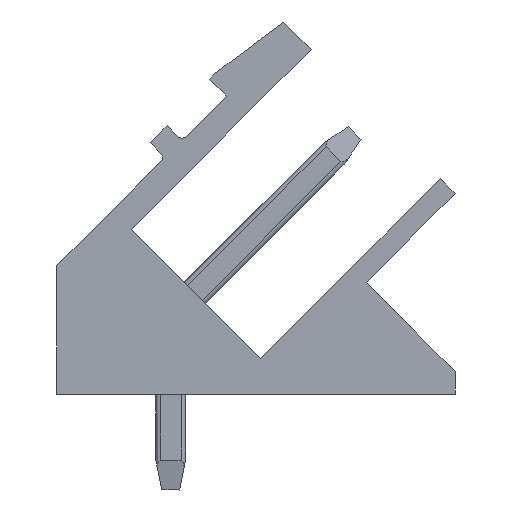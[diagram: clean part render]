
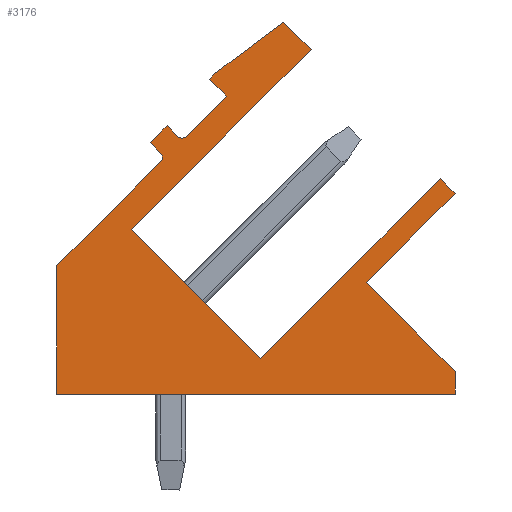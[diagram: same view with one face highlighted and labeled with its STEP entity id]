
A CAD part, left-side view. The second image highlights one B-rep face of the part: STEP entity #3176.
In plain terms, the highlighted planar face has unit normal (-1, 0, 0).
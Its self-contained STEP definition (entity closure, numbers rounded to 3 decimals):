
#1563=AXIS2_PLACEMENT_3D('Circle Axis2P3D',#1561,#1562,$) ;
#1687=AXIS2_PLACEMENT_3D('Circle Axis2P3D',#1685,#1686,$) ;
#3152=AXIS2_PLACEMENT_3D('Plane Axis2P3D',#3149,#3150,#3151) ;
#49=CARTESIAN_POINT('Vertex',(0.,6.505,4.385)) ;
#52=CARTESIAN_POINT('Line Origine',(0.,3.5,7.39)) ;
#56=CARTESIAN_POINT('Vertex',(0.,0.495,10.395)) ;
#87=CARTESIAN_POINT('Vertex',(0.,10.819,8.698)) ;
#90=CARTESIAN_POINT('Line Origine',(0.,8.662,6.541)) ;
#1372=CARTESIAN_POINT('Vertex',(0.,4.808,14.708)) ;
#1375=CARTESIAN_POINT('Line Origine',(0.,7.814,11.703)) ;
#1403=CARTESIAN_POINT('Vertex',(0.,5.728,15.628)) ;
#1406=CARTESIAN_POINT('Line Origine',(0.,5.268,15.168)) ;
#1434=CARTESIAN_POINT('Vertex',(0.,7.99,13.931)) ;
#1437=CARTESIAN_POINT('Line Origine',(0.,6.859,14.779)) ;
#1465=CARTESIAN_POINT('Vertex',(0.,8.202,13.718)) ;
#1468=CARTESIAN_POINT('Line Origine',(0.,8.096,13.824)) ;
#1496=CARTESIAN_POINT('Vertex',(0.,7.637,13.153)) ;
#1499=CARTESIAN_POINT('Line Origine',(0.,7.92,13.436)) ;
#1527=CARTESIAN_POINT('Vertex',(0.,8.98,11.809)) ;
#1530=CARTESIAN_POINT('Line Origine',(0.,8.309,12.481)) ;
#1558=CARTESIAN_POINT('Vertex',(0.,9.263,11.809)) ;
#1561=CARTESIAN_POINT('Axis2P3D Location',(0.,9.122,11.951)) ;
#1589=CARTESIAN_POINT('Vertex',(0.,9.617,12.163)) ;
#1592=CARTESIAN_POINT('Line Origine',(0.,9.44,11.986)) ;
#1620=CARTESIAN_POINT('Vertex',(0.,10.182,11.597)) ;
#1623=CARTESIAN_POINT('Line Origine',(0.,9.899,11.88)) ;
#1651=CARTESIAN_POINT('Vertex',(0.,9.829,11.244)) ;
#1654=CARTESIAN_POINT('Line Origine',(0.,10.006,11.42)) ;
#1682=CARTESIAN_POINT('Vertex',(0.,9.829,10.961)) ;
#1685=CARTESIAN_POINT('Axis2P3D Location',(0.,9.97,11.102)) ;
#1708=CARTESIAN_POINT('Vertex',(0.,13.3,7.489)) ;
#1711=CARTESIAN_POINT('Line Origine',(0.,11.564,9.225)) ;
#1739=CARTESIAN_POINT('Vertex',(0.,13.3,3.2)) ;
#1742=CARTESIAN_POINT('Line Origine',(0.,13.3,5.345)) ;
#1770=CARTESIAN_POINT('Vertex',(0.,0.,3.2)) ;
#1773=CARTESIAN_POINT('Line Origine',(0.,6.65,3.2)) ;
#3055=CARTESIAN_POINT('Vertex',(0.,0.,3.96)) ;
#3058=CARTESIAN_POINT('Line Origine',(0.,0.,3.58)) ;
#3086=CARTESIAN_POINT('Vertex',(0.,2.97,6.93)) ;
#3089=CARTESIAN_POINT('Line Origine',(0.,1.485,5.445)) ;
#3117=CARTESIAN_POINT('Vertex',(0.,0.,9.9)) ;
#3120=CARTESIAN_POINT('Line Origine',(0.,1.485,8.415)) ;
#3137=CARTESIAN_POINT('Line Origine',(0.,0.247,10.147)) ;
#3149=CARTESIAN_POINT('Axis2P3D Location',(0.,0.,0.)) ;
#53=DIRECTION('Vector Direction',(0.,0.707,-0.707)) ;
#91=DIRECTION('Vector Direction',(0.,-0.707,-0.707)) ;
#1376=DIRECTION('Vector Direction',(0.,-0.707,0.707)) ;
#1407=DIRECTION('Vector Direction',(0.,-0.707,-0.707)) ;
#1438=DIRECTION('Vector Direction',(0.,-0.8,0.6)) ;
#1469=DIRECTION('Vector Direction',(0.,-0.707,0.707)) ;
#1500=DIRECTION('Vector Direction',(0.,0.707,0.707)) ;
#1531=DIRECTION('Vector Direction',(0.,-0.707,0.707)) ;
#1562=DIRECTION('Axis2P3D Direction',(-1.,0.,0.)) ;
#1593=DIRECTION('Vector Direction',(0.,-0.707,-0.707)) ;
#1624=DIRECTION('Vector Direction',(0.,-0.707,0.707)) ;
#1655=DIRECTION('Vector Direction',(0.,0.707,0.707)) ;
#1686=DIRECTION('Axis2P3D Direction',(-1.,0.,0.)) ;
#1712=DIRECTION('Vector Direction',(0.,-0.707,0.707)) ;
#1743=DIRECTION('Vector Direction',(0.,0.,1.)) ;
#1774=DIRECTION('Vector Direction',(0.,1.,0.)) ;
#3059=DIRECTION('Vector Direction',(0.,0.,-1.)) ;
#3090=DIRECTION('Vector Direction',(0.,-0.707,-0.707)) ;
#3121=DIRECTION('Vector Direction',(0.,0.707,-0.707)) ;
#3138=DIRECTION('Vector Direction',(0.,-0.707,-0.707)) ;
#3150=DIRECTION('Axis2P3D Direction',(-1.,0.,0.)) ;
#3151=DIRECTION('Axis2P3D XDirection',(0.,0.,1.)) ;
#54=VECTOR('Line Direction',#53,1.) ;
#92=VECTOR('Line Direction',#91,1.) ;
#1377=VECTOR('Line Direction',#1376,1.) ;
#1408=VECTOR('Line Direction',#1407,1.) ;
#1439=VECTOR('Line Direction',#1438,1.) ;
#1470=VECTOR('Line Direction',#1469,1.) ;
#1501=VECTOR('Line Direction',#1500,1.) ;
#1532=VECTOR('Line Direction',#1531,1.) ;
#1594=VECTOR('Line Direction',#1593,1.) ;
#1625=VECTOR('Line Direction',#1624,1.) ;
#1656=VECTOR('Line Direction',#1655,1.) ;
#1713=VECTOR('Line Direction',#1712,1.) ;
#1744=VECTOR('Line Direction',#1743,1.) ;
#1775=VECTOR('Line Direction',#1774,1.) ;
#3060=VECTOR('Line Direction',#3059,1.) ;
#3091=VECTOR('Line Direction',#3090,1.) ;
#3122=VECTOR('Line Direction',#3121,1.) ;
#3139=VECTOR('Line Direction',#3138,1.) ;
#3155=ORIENTED_EDGE('',*,*,#58,.T.) ;
#3156=ORIENTED_EDGE('',*,*,#94,.T.) ;
#3157=ORIENTED_EDGE('',*,*,#1379,.T.) ;
#3158=ORIENTED_EDGE('',*,*,#1410,.T.) ;
#3159=ORIENTED_EDGE('',*,*,#1441,.T.) ;
#3160=ORIENTED_EDGE('',*,*,#1472,.T.) ;
#3161=ORIENTED_EDGE('',*,*,#1503,.T.) ;
#3162=ORIENTED_EDGE('',*,*,#1534,.T.) ;
#3163=ORIENTED_EDGE('',*,*,#1565,.T.) ;
#3164=ORIENTED_EDGE('',*,*,#1596,.T.) ;
#3165=ORIENTED_EDGE('',*,*,#1627,.T.) ;
#3166=ORIENTED_EDGE('',*,*,#1658,.T.) ;
#3167=ORIENTED_EDGE('',*,*,#1689,.T.) ;
#3168=ORIENTED_EDGE('',*,*,#1715,.T.) ;
#3169=ORIENTED_EDGE('',*,*,#1746,.T.) ;
#3170=ORIENTED_EDGE('',*,*,#1777,.T.) ;
#3171=ORIENTED_EDGE('',*,*,#3062,.T.) ;
#3172=ORIENTED_EDGE('',*,*,#3093,.T.) ;
#3173=ORIENTED_EDGE('',*,*,#3124,.T.) ;
#3174=ORIENTED_EDGE('',*,*,#3141,.T.) ;
#3176=ADVANCED_FACE('Housing',(#3175),#3153,.T.) ;
#1564=CIRCLE('generated circle',#1563,0.2) ;
#1688=CIRCLE('generated circle',#1687,0.2) ;
#58=EDGE_CURVE('',#57,#50,#55,.T.) ;
#94=EDGE_CURVE('',#50,#88,#93,.F.) ;
#1379=EDGE_CURVE('',#88,#1373,#1378,.T.) ;
#1410=EDGE_CURVE('',#1373,#1404,#1409,.F.) ;
#1441=EDGE_CURVE('',#1404,#1435,#1440,.F.) ;
#1472=EDGE_CURVE('',#1435,#1466,#1471,.F.) ;
#1503=EDGE_CURVE('',#1466,#1497,#1502,.F.) ;
#1534=EDGE_CURVE('',#1497,#1528,#1533,.F.) ;
#1565=EDGE_CURVE('',#1528,#1559,#1564,.F.) ;
#1596=EDGE_CURVE('',#1559,#1590,#1595,.F.) ;
#1627=EDGE_CURVE('',#1590,#1621,#1626,.F.) ;
#1658=EDGE_CURVE('',#1621,#1652,#1657,.F.) ;
#1689=EDGE_CURVE('',#1652,#1683,#1688,.F.) ;
#1715=EDGE_CURVE('',#1683,#1709,#1714,.F.) ;
#1746=EDGE_CURVE('',#1709,#1740,#1745,.F.) ;
#1777=EDGE_CURVE('',#1740,#1771,#1776,.F.) ;
#3062=EDGE_CURVE('',#1771,#3056,#3061,.F.) ;
#3093=EDGE_CURVE('',#3056,#3087,#3092,.F.) ;
#3124=EDGE_CURVE('',#3087,#3118,#3123,.F.) ;
#3141=EDGE_CURVE('',#3118,#57,#3140,.F.) ;
#3154=EDGE_LOOP('',(#3155,#3156,#3157,#3158,#3159,#3160,#3161,#3162,#3163,#3164,#3165,#3166,#3167,#3168,#3169,#3170,#3171,#3172,#3173,#3174)) ;
#3175=FACE_OUTER_BOUND('',#3154,.T.) ;
#55=LINE('Line',#52,#54) ;
#93=LINE('Line',#90,#92) ;
#1378=LINE('Line',#1375,#1377) ;
#1409=LINE('Line',#1406,#1408) ;
#1440=LINE('Line',#1437,#1439) ;
#1471=LINE('Line',#1468,#1470) ;
#1502=LINE('Line',#1499,#1501) ;
#1533=LINE('Line',#1530,#1532) ;
#1595=LINE('Line',#1592,#1594) ;
#1626=LINE('Line',#1623,#1625) ;
#1657=LINE('Line',#1654,#1656) ;
#1714=LINE('Line',#1711,#1713) ;
#1745=LINE('Line',#1742,#1744) ;
#1776=LINE('Line',#1773,#1775) ;
#3061=LINE('Line',#3058,#3060) ;
#3092=LINE('Line',#3089,#3091) ;
#3123=LINE('Line',#3120,#3122) ;
#3140=LINE('Line',#3137,#3139) ;
#3153=PLANE('',#3152) ;
#50=VERTEX_POINT('',#49) ;
#57=VERTEX_POINT('',#56) ;
#88=VERTEX_POINT('',#87) ;
#1373=VERTEX_POINT('',#1372) ;
#1404=VERTEX_POINT('',#1403) ;
#1435=VERTEX_POINT('',#1434) ;
#1466=VERTEX_POINT('',#1465) ;
#1497=VERTEX_POINT('',#1496) ;
#1528=VERTEX_POINT('',#1527) ;
#1559=VERTEX_POINT('',#1558) ;
#1590=VERTEX_POINT('',#1589) ;
#1621=VERTEX_POINT('',#1620) ;
#1652=VERTEX_POINT('',#1651) ;
#1683=VERTEX_POINT('',#1682) ;
#1709=VERTEX_POINT('',#1708) ;
#1740=VERTEX_POINT('',#1739) ;
#1771=VERTEX_POINT('',#1770) ;
#3056=VERTEX_POINT('',#3055) ;
#3087=VERTEX_POINT('',#3086) ;
#3118=VERTEX_POINT('',#3117) ;
